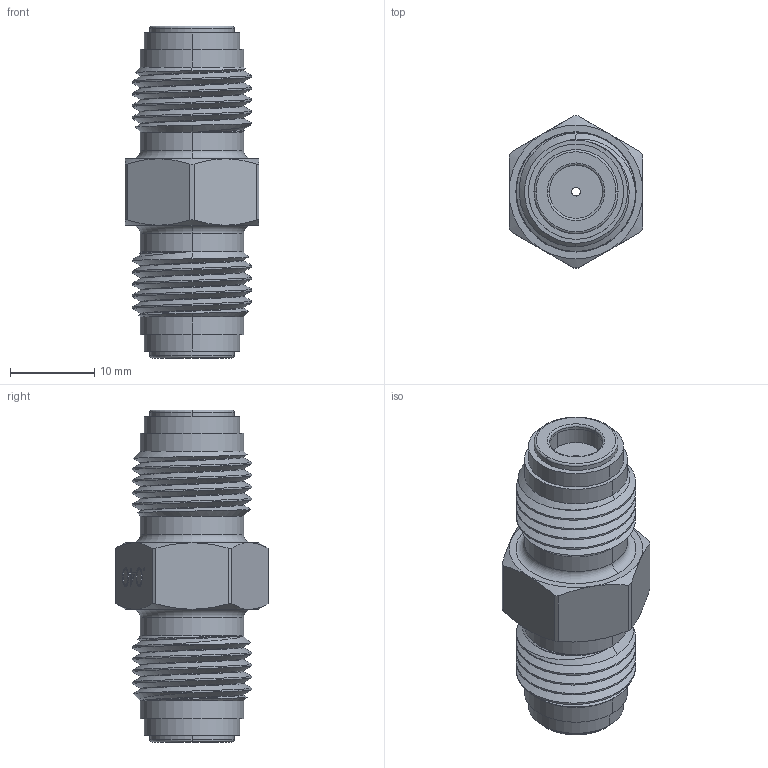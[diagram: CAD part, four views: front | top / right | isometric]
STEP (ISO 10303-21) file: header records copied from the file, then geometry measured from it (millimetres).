
FILE_DESCRIPTION (( 'STEP AP203' ), '1' );
FILE_NAME ('AD-44SS-MFSMFS-.040.step', '2025-11-13T18:50:46', ( '' ), ( '' ), 'SwSTEP 2.0', 'SolidWorks 2018', '' );
FILE_SCHEMA (( 'CONFIG_CONTROL_DESIGN' ));
Length unit declared in the file: inch
Products named in the file (3): PRT-000431_.040; AD-44SS-MFSMFS-.040; PRT-001987
Assembly tree (2 placements, depth 2):
  AD-44SS-MFSMFS-.040
    PRT-000431_.040
    PRT-001987
Bounding box: 15.88 x 18.03 x 39.37 mm (x, y, z)
Volume: 4893.9 mm3; surface area: 3285.9 mm2
Topology: 2 solids, 2 shells, 227 faces, 554 edges, 354 vertices
Faces by surface type: plane 67, bspline 62, cylinder 54, cone 32, torus 12
Entity records: 13601 total; most frequent: CARTESIAN_POINT 8476, ORIENTED_EDGE 1108, DIRECTION 812, EDGE_CURVE 554, VERTEX_POINT 354, AXIS2_PLACEMENT_3D 288, EDGE_LOOP 254, LINE 236
